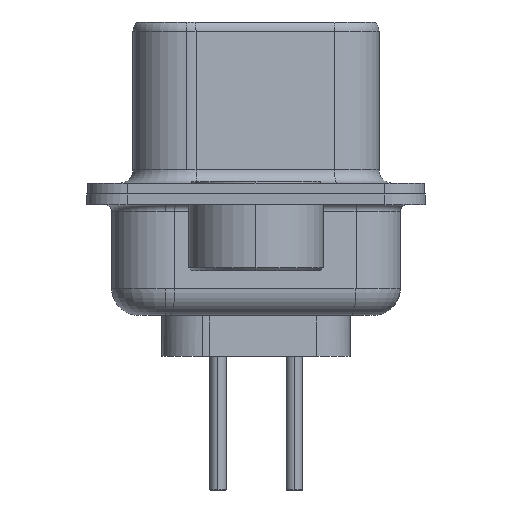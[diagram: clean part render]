
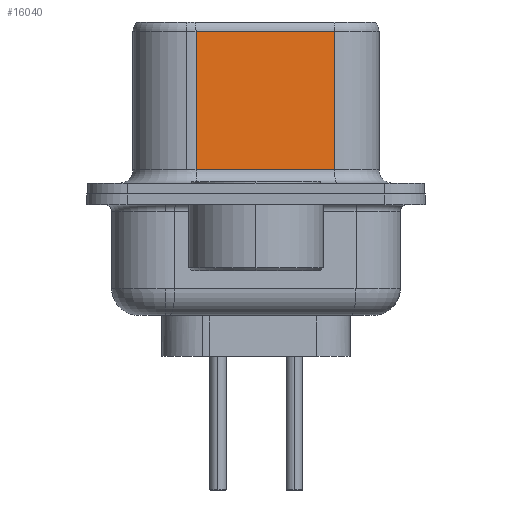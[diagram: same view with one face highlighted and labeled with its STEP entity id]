
A CAD part, left-side view. The second image highlights one B-rep face of the part: STEP entity #16040.
In plain terms, the highlighted planar face has unit normal (-0.985, -0.174, 0).
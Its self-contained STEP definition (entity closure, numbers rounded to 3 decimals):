
#194 = ORIENTED_EDGE ( 'NONE', *, *, #4315, .T. ) ;
#475 = VERTEX_POINT ( 'NONE', #7982 ) ;
#777 = CARTESIAN_POINT ( 'NONE',  ( 4.575, -2.927, 6.05 ) ) ;
#902 = ORIENTED_EDGE ( 'NONE', *, *, #21221, .T. ) ;
#1494 = VERTEX_POINT ( 'NONE', #1677 ) ;
#1677 = CARTESIAN_POINT ( 'NONE',  ( 3.665, 2.233, 0.9 ) ) ;
#2273 = DIRECTION ( 'NONE',  ( -0.174, 0.985, 0. ) ) ;
#2829 = PLANE ( 'NONE',  #7939 ) ;
#3010 = DIRECTION ( 'NONE',  ( 0., 0., -1. ) ) ;
#4315 = EDGE_CURVE ( 'NONE', #18463, #11546, #14041, .T. ) ;
#4976 = CARTESIAN_POINT ( 'NONE',  ( 4.575, -2.927, 6.05 ) ) ;
#6023 = CARTESIAN_POINT ( 'NONE',  ( 3.665, 2.233, 6.05 ) ) ;
#6196 = ORIENTED_EDGE ( 'NONE', *, *, #10239, .T. ) ;
#6800 = CARTESIAN_POINT ( 'NONE',  ( 4.575, -2.927, 6.55 ) ) ;
#7256 = CARTESIAN_POINT ( 'NONE',  ( 4.575, -2.927, 0.9 ) ) ;
#7270 = EDGE_LOOP ( 'NONE', ( #19110, #194, #6196, #902 ) ) ;
#7939 = AXIS2_PLACEMENT_3D ( 'NONE', #6800, #9721, #16441 ) ;
#7982 = CARTESIAN_POINT ( 'NONE',  ( 4.575, -2.927, 0.9 ) ) ;
#9721 = DIRECTION ( 'NONE',  ( 0.985, 0.174, 0. ) ) ;
#10239 = EDGE_CURVE ( 'NONE', #11546, #1494, #20670, .T. ) ;
#11024 = FACE_OUTER_BOUND ( 'NONE', #7270, .T. ) ;
#11546 = VERTEX_POINT ( 'NONE', #6023 ) ;
#13346 = VECTOR ( 'NONE', #2273, 1000. ) ;
#13860 = CARTESIAN_POINT ( 'NONE',  ( 4.575, -2.927, 6.55 ) ) ;
#14041 = LINE ( 'NONE', #777, #13346 ) ;
#14609 = EDGE_CURVE ( 'NONE', #18463, #475, #15595, .T. ) ;
#15595 = LINE ( 'NONE', #13860, #21099 ) ;
#16040 = ADVANCED_FACE ( 'NONE', ( #11024 ), #2829, .F. ) ;
#16441 = DIRECTION ( 'NONE',  ( -0.174, 0.985, 0. ) ) ;
#17123 = LINE ( 'NONE', #7256, #20102 ) ;
#18463 = VERTEX_POINT ( 'NONE', #4976 ) ;
#19110 = ORIENTED_EDGE ( 'NONE', *, *, #14609, .F. ) ;
#19132 = VECTOR ( 'NONE', #3010, 1000. ) ;
#19345 = DIRECTION ( 'NONE',  ( 0.174, -0.985, 0. ) ) ;
#20102 = VECTOR ( 'NONE', #19345, 1000. ) ;
#20372 = DIRECTION ( 'NONE',  ( 0., 0., -1. ) ) ;
#20670 = LINE ( 'NONE', #21202, #19132 ) ;
#21099 = VECTOR ( 'NONE', #20372, 1000. ) ;
#21202 = CARTESIAN_POINT ( 'NONE',  ( 3.665, 2.233, 6.55 ) ) ;
#21221 = EDGE_CURVE ( 'NONE', #1494, #475, #17123, .T. ) ;
